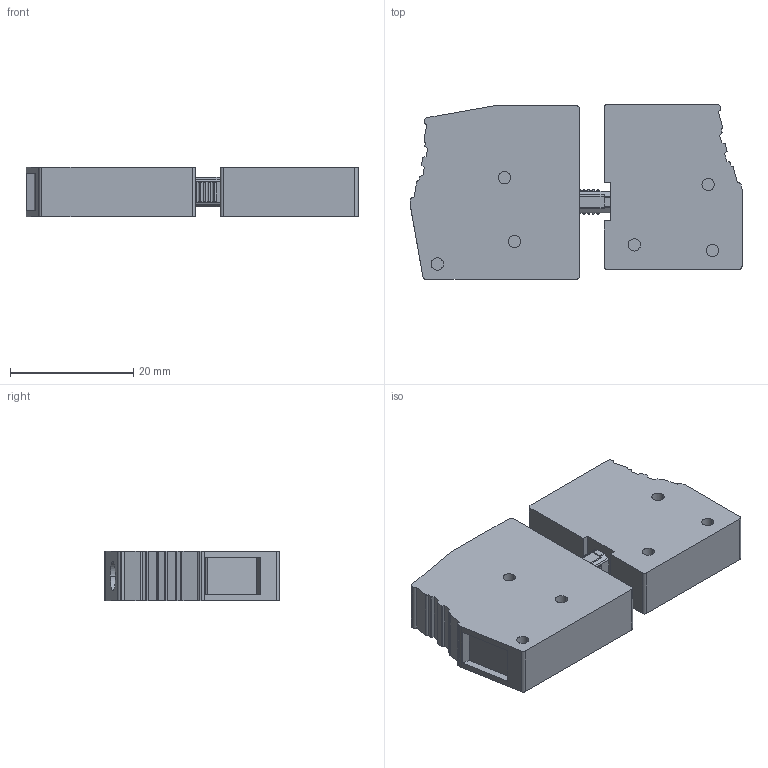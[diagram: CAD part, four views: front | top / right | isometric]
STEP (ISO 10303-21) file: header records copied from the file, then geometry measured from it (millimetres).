
FILE_DESCRIPTION((''),'2;1');
FILE_NAME('SDK4_2A_STEP','2016-06-03T',('Frank Ludolph'),(''),'CREO PARAMETRIC BY PTC INC, 2015290','CREO PARAMETRIC BY PTC INC, 2015290','');
FILE_SCHEMA(('CONFIG_CONTROL_DESIGN'));
Length unit declared in the file: millimetre
Products named in the file (1): SDK4_2A_STEP
Bounding box: 53.92 x 28.4 x 8.11 mm (x, y, z)
Volume: 10186.9 mm3; surface area: 4581.3 mm2
Topology: 1 solids, 2 shells, 188 faces, 492 edges, 320 vertices
Faces by surface type: plane 105, cylinder 83
Entity records: 5895 total; most frequent: CARTESIAN_POINT 1249, ORIENTED_EDGE 984, DIRECTION 918, EDGE_CURVE 492, VERTEX_POINT 320, VECTOR 314, LINE 314, AXIS2_PLACEMENT_3D 302
